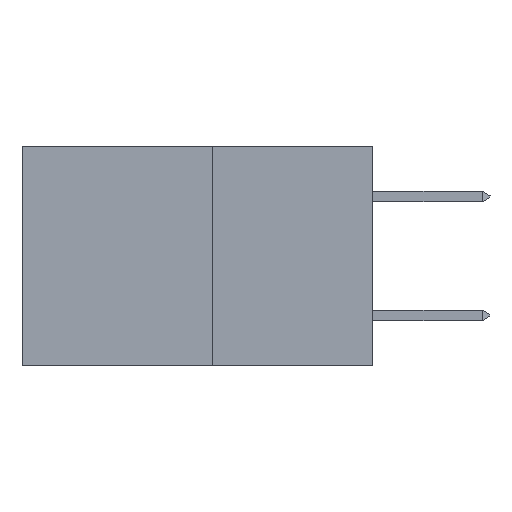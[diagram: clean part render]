
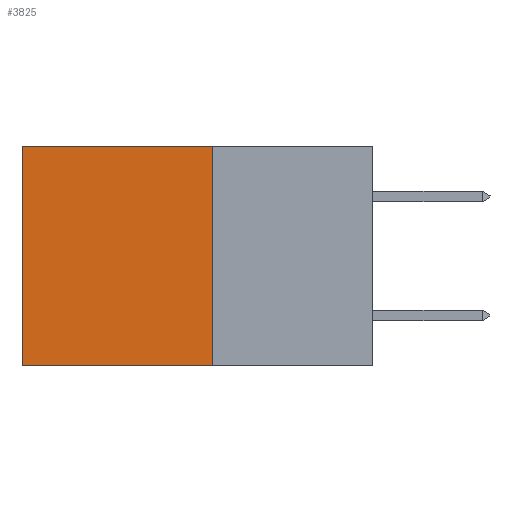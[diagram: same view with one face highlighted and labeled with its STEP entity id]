
A CAD part, left-side view. The second image highlights one B-rep face of the part: STEP entity #3825.
In plain terms, the highlighted planar face has unit normal (-1, 0, 0).
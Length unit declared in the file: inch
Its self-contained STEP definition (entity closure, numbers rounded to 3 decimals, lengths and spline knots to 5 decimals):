
#316 = DIRECTION ( 'NONE',  ( 0., 0., -1. ) ) ;
#433 = ORIENTED_EDGE ( 'NONE', *, *, #7771, .F. ) ;
#897 = CARTESIAN_POINT ( 'NONE',  ( 0.277, 0.59, -0.37 ) ) ;
#916 = VECTOR ( 'NONE', #316, 39.37008 ) ;
#1290 = CARTESIAN_POINT ( 'NONE',  ( 0.277, 0.59, 0. ) ) ;
#1481 = VERTEX_POINT ( 'NONE', #1290 ) ;
#1881 = DIRECTION ( 'NONE',  ( 0., 1., 0. ) ) ;
#2097 = CARTESIAN_POINT ( 'NONE',  ( 0.277, 0.27, -0.37 ) ) ;
#2469 = ORIENTED_EDGE ( 'NONE', *, *, #4375, .T. ) ;
#3825 = ADVANCED_FACE ( 'NONE', ( #9274 ), #6389, .F. ) ;
#4113 = CARTESIAN_POINT ( 'NONE',  ( 0.277, 0.59, -0.37 ) ) ;
#4243 = ORIENTED_EDGE ( 'NONE', *, *, #8468, .F. ) ;
#4322 = VECTOR ( 'NONE', #1881, 39.37008 ) ;
#4375 = EDGE_CURVE ( 'NONE', #7079, #1481, #6267, .T. ) ;
#4572 = VERTEX_POINT ( 'NONE', #2097 ) ;
#4854 = CARTESIAN_POINT ( 'NONE',  ( 0.277, 0.27, 0. ) ) ;
#5401 = EDGE_LOOP ( 'NONE', ( #6985, #4243, #433, #2469 ) ) ;
#5572 = DIRECTION ( 'NONE',  ( 0., 1., 0. ) ) ;
#6046 = VERTEX_POINT ( 'NONE', #897 ) ;
#6250 = DIRECTION ( 'NONE',  ( 0., 0., -1. ) ) ;
#6260 = DIRECTION ( 'NONE',  ( 1., 0., 0. ) ) ;
#6267 = LINE ( 'NONE', #4854, #4322 ) ;
#6301 = CARTESIAN_POINT ( 'NONE',  ( 0.277, 0.27, -0.37 ) ) ;
#6303 = CARTESIAN_POINT ( 'NONE',  ( 0.277, 0.27, -0.37 ) ) ;
#6389 = PLANE ( 'NONE',  #7795 ) ;
#6647 = VECTOR ( 'NONE', #5572, 39.37008 ) ;
#6985 = ORIENTED_EDGE ( 'NONE', *, *, #8481, .T. ) ;
#7001 = VECTOR ( 'NONE', #7634, 39.37008 ) ;
#7079 = VERTEX_POINT ( 'NONE', #8042 ) ;
#7634 = DIRECTION ( 'NONE',  ( 0., 0., -1. ) ) ;
#7771 = EDGE_CURVE ( 'NONE', #7079, #4572, #8865, .T. ) ;
#7795 = AXIS2_PLACEMENT_3D ( 'NONE', #6301, #6260, #6250 ) ;
#8042 = CARTESIAN_POINT ( 'NONE',  ( 0.277, 0.27, 0. ) ) ;
#8468 = EDGE_CURVE ( 'NONE', #4572, #6046, #8531, .T. ) ;
#8481 = EDGE_CURVE ( 'NONE', #1481, #6046, #9190, .T. ) ;
#8531 = LINE ( 'NONE', #6303, #6647 ) ;
#8865 = LINE ( 'NONE', #9061, #7001 ) ;
#9061 = CARTESIAN_POINT ( 'NONE',  ( 0.277, 0.27, -0.37 ) ) ;
#9190 = LINE ( 'NONE', #4113, #916 ) ;
#9274 = FACE_OUTER_BOUND ( 'NONE', #5401, .T. ) ;
